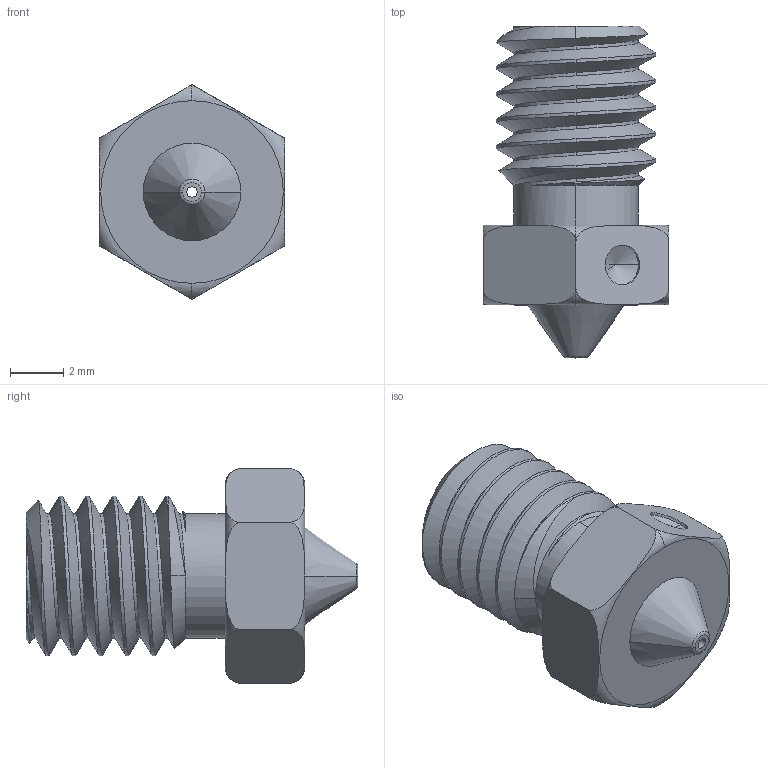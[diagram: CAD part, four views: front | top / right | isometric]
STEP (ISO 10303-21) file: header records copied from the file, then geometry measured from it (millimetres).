
FILE_DESCRIPTION (( 'STEP AP203' ), '1' );
FILE_NAME ('3695N136_3D Printer Nozzle.STEP', '2021-09-08T11:38:35', ( 'Administrator' ), ( 'Managed by Terraform' ), 'SwSTEP 2.0', 'SolidWorks 2017', '' );
FILE_SCHEMA (( 'CONFIG_CONTROL_DESIGN' ));
Length unit declared in the file: millimetre
Products named in the file (1): 3695N136_3D Printer Nozzle
Bounding box: 7 x 12.5 x 8.08 mm (x, y, z)
Volume: 257.9 mm3; surface area: 428.2 mm2
Topology: 1 solids, 1 shells, 71 faces, 184 edges, 114 vertices
Faces by surface type: cylinder 35, cone 18, plane 10, torus 6, bspline 2
Entity records: 3365 total; most frequent: CARTESIAN_POINT 1728, ORIENTED_EDGE 356, DIRECTION 302, EDGE_CURVE 178, AXIS2_PLACEMENT_3D 123, VERTEX_POINT 114, EDGE_LOOP 78, FACE_OUTER_BOUND 71
